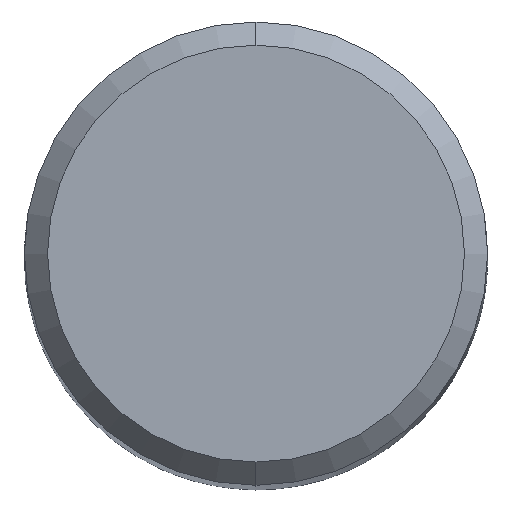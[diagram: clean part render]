
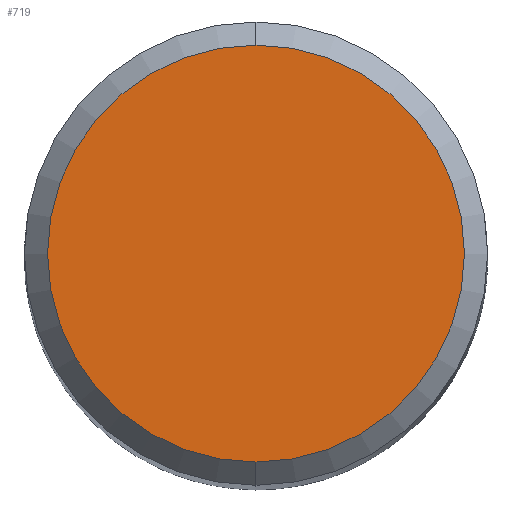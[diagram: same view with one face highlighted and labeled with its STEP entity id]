
A CAD part, top view. The second image highlights one B-rep face of the part: STEP entity #719.
In plain terms, the highlighted planar face has unit normal (0, 0, 1).
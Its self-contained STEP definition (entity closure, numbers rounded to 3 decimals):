
#397=EDGE_CURVE('',#849,#883,#1005,.T.);
#719=ADVANCED_FACE('',(#1360),#1361,.T.);
#847=EDGE_CURVE('',#883,#849,#1498,.T.);
#849=VERTEX_POINT('',#1500);
#883=VERTEX_POINT('',#1535);
#1005=CIRCLE('',#1830,5.4);
#1360=FACE_OUTER_BOUND('',#2897,.T.);
#1361=PLANE('',#2898);
#1498=CIRCLE('',#3265,5.4);
#1500=CARTESIAN_POINT('',(0.0,5.4,0.0));
#1535=CARTESIAN_POINT('',(0.,-5.4,0.0));
#1830=AXIS2_PLACEMENT_3D('',#3465,#3466,#3467);
#2897=EDGE_LOOP('',(#3809,#3810));
#2898=AXIS2_PLACEMENT_3D('',#3811,#3812,#3813);
#3265=AXIS2_PLACEMENT_3D('',#3924,#3925,#3926);
#3465=CARTESIAN_POINT('',(0.0,0.0,0.0));
#3466=DIRECTION('',(0.0,0.0,-1.0));
#3467=DIRECTION('',(0.0,1.0,0.0));
#3809=ORIENTED_EDGE('',*,*,#397,.F.);
#3810=ORIENTED_EDGE('',*,*,#847,.F.);
#3811=CARTESIAN_POINT('',(0.0,2.7,0.0));
#3812=DIRECTION('',(-0.0,0.0,1.0));
#3813=DIRECTION('',(0.0,-1.0,0.0));
#3924=CARTESIAN_POINT('',(0.0,0.0,0.0));
#3925=DIRECTION('',(0.0,0.0,-1.0));
#3926=DIRECTION('',(0.0,1.0,0.0));
